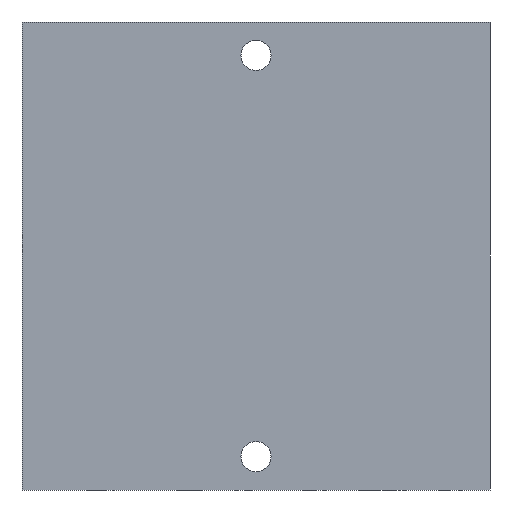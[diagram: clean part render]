
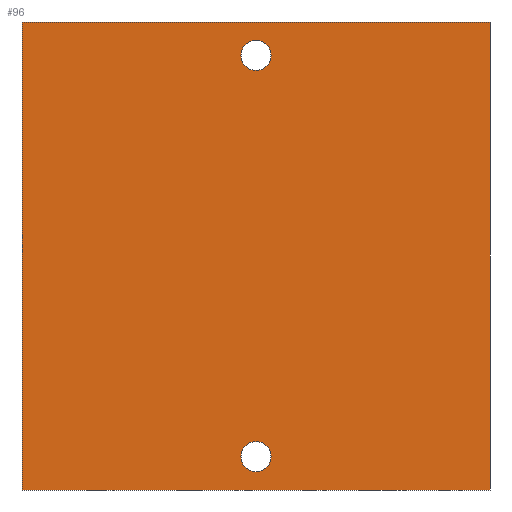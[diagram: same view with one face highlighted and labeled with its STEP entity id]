
A CAD part, left-side view. The second image highlights one B-rep face of the part: STEP entity #96.
In plain terms, the highlighted planar face has unit normal (-1, 0, 0).
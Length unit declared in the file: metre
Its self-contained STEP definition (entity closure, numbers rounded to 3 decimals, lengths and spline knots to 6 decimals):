
#96=ADVANCED_FACE('0:331',(#212,#213,#214),#215,.F.);
#212=FACE_OUTER_BOUND('',#323,.T.);
#213=FACE_BOUND('',#324,.T.);
#214=FACE_BOUND('',#325,.T.);
#215=PLANE('',#326);
#323=EDGE_LOOP('',(#519,#520,#521,#522));
#324=EDGE_LOOP('',(#523));
#325=EDGE_LOOP('',(#524));
#326=AXIS2_PLACEMENT_3D('',#525,#526,#527);
#519=ORIENTED_EDGE('',*,*,#609,.F.);
#520=ORIENTED_EDGE('',*,*,#556,.F.);
#521=ORIENTED_EDGE('',*,*,#553,.F.);
#522=ORIENTED_EDGE('',*,*,#563,.F.);
#523=ORIENTED_EDGE('',*,*,#585,.F.);
#524=ORIENTED_EDGE('',*,*,#582,.F.);
#525=CARTESIAN_POINT('',(0.0,0.0,0.0));
#526=DIRECTION('',(1.0,0.0,0.0));
#527=DIRECTION('',(0.0,1.0,0.0));
#553=EDGE_CURVE('0:376',#643,#638,#645,.T.);
#556=EDGE_CURVE('0:373',#638,#649,#650,.T.);
#563=EDGE_CURVE('0:379',#658,#643,#661,.T.);
#582=EDGE_CURVE('0:6691',#691,#691,#692,.F.);
#585=EDGE_CURVE('0:6800',#696,#696,#697,.F.);
#609=EDGE_CURVE('0:20048',#649,#658,#728,.F.);
#638=VERTEX_POINT('',#761);
#643=VERTEX_POINT('',#768);
#645=LINE('',#771,#772);
#649=VERTEX_POINT('',#777);
#650=LINE('',#778,#779);
#658=VERTEX_POINT('',#791);
#661=LINE('',#795,#796);
#691=VERTEX_POINT('',#832);
#692=CIRCLE('',#833,0.00135);
#696=VERTEX_POINT('',#837);
#697=CIRCLE('',#838,0.00135);
#728=LINE('',#874,#875);
#761=CARTESIAN_POINT('',(0.0,-0.02,0.019));
#768=CARTESIAN_POINT('',(0.0,0.022,0.019));
#771=CARTESIAN_POINT('',(0.0,0.022,0.019));
#772=VECTOR('',#908,1.0);
#777=CARTESIAN_POINT('',(0.0,-0.02,-0.023));
#778=CARTESIAN_POINT('',(0.0,-0.02,0.019));
#779=VECTOR('',#910,1.0);
#791=CARTESIAN_POINT('',(0.0,0.022,-0.023));
#795=CARTESIAN_POINT('',(0.0,0.022,-0.023));
#796=VECTOR('',#916,1.0);
#832=CARTESIAN_POINT('',(0.0,0.001,0.01465));
#833=AXIS2_PLACEMENT_3D('',#947,#948,#949);
#837=CARTESIAN_POINT('',(0.0,0.001,-0.02135));
#838=AXIS2_PLACEMENT_3D('',#953,#954,#955);
#874=CARTESIAN_POINT('',(0.0,-0.02,-0.023));
#875=VECTOR('',#979,1.0);
#908=DIRECTION('',(0.0,-1.0,0.0));
#910=DIRECTION('',(0.0,0.0,-1.0));
#916=DIRECTION('',(0.0,0.0,1.0));
#947=CARTESIAN_POINT('',(0.0,0.001,0.016));
#948=DIRECTION('',(1.0,0.0,0.0));
#949=DIRECTION('',(0.0,0.0,-1.0));
#953=CARTESIAN_POINT('',(0.0,0.001,-0.02));
#954=DIRECTION('',(1.0,0.0,0.0));
#955=DIRECTION('',(0.0,0.0,-1.0));
#979=DIRECTION('',(0.0,-1.0,0.0));
